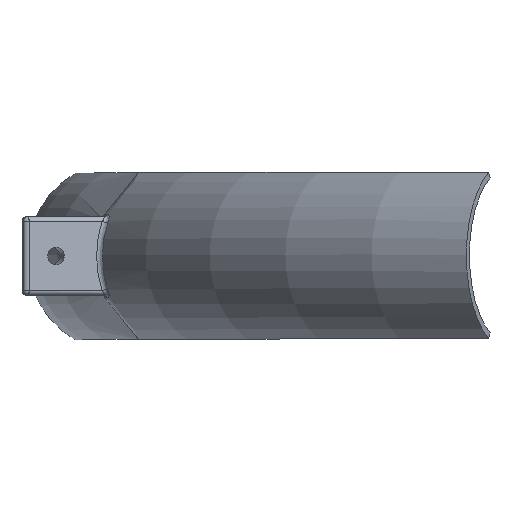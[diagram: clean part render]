
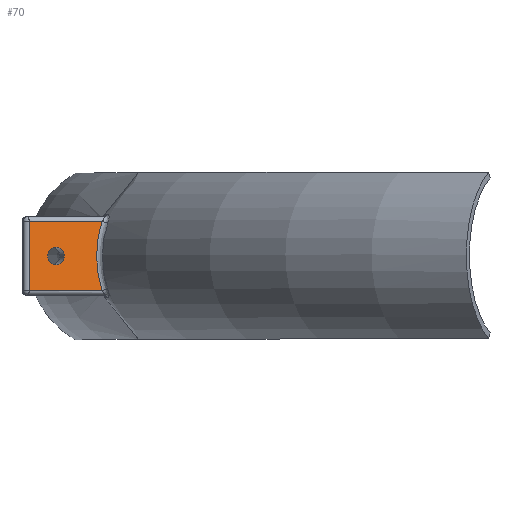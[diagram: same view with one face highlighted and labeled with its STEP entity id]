
A CAD part, top view. The second image highlights one B-rep face of the part: STEP entity #70.
In plain terms, the highlighted planar face has unit normal (0.409, 0, 0.912).
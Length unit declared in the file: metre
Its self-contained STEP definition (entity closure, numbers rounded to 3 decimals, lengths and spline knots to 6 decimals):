
#70 = ADVANCED_FACE( '', ( #158, #159 ), #160, .T. );
#158 = FACE_BOUND( '', #571, .T. );
#159 = FACE_OUTER_BOUND( '', #572, .T. );
#160 = PLANE( '', #573 );
#571 = EDGE_LOOP( '', ( #1330 ) );
#572 = EDGE_LOOP( '', ( #1331, #1332, #1333, #1334 ) );
#573 = AXIS2_PLACEMENT_3D( '', #1335, #1336, #1337 );
#1330 = ORIENTED_EDGE( '', *, *, #1555, .F. );
#1331 = ORIENTED_EDGE( '', *, *, #1553, .T. );
#1332 = ORIENTED_EDGE( '', *, *, #1548, .T. );
#1333 = ORIENTED_EDGE( '', *, *, #1556, .T. );
#1334 = ORIENTED_EDGE( '', *, *, #1557, .T. );
#1335 = CARTESIAN_POINT( '', ( 0.438768, 0.0175, -0.194189 ) );
#1336 = DIRECTION( '', ( 0.409, 0., 0.912 ) );
#1337 = DIRECTION( '', ( -0.912, 0., 0.409 ) );
#1548 = EDGE_CURVE( '', #1657, #1662, #1664, .T. );
#1553 = EDGE_CURVE( '', #1666, #1657, #1672, .T. );
#1555 = EDGE_CURVE( '', #1674, #1674, #1675, .T. );
#1556 = EDGE_CURVE( '', #1662, #1676, #1677, .F. );
#1557 = EDGE_CURVE( '', #1676, #1666, #1678, .F. );
#1657 = VERTEX_POINT( '', #1886 );
#1662 = VERTEX_POINT( '', #1938 );
#1664 = LINE( '', #1940, #1941 );
#1666 = VERTEX_POINT( '', #1943 );
#1672 = B_SPLINE_CURVE_WITH_KNOTS( '', 3, ( #1980, #1981, #1982, #1983, #1984, #1985, #1986, #1987, #1988, #1989, #1990, #1991, #1992, #1993, #1994, #1995, #1996, #1997, #1998, #1999, #2000, #2001, #2002, #2003, #2004, #2005, #2006, #2007, #2008, #2009, #2010, #2011 ), .UNSPECIFIED., .F., .F., ( 4, 1, 1, 1, 1, 1, 2, 2, 2, 1, 2, 1, 1, 1, 1, 1, 2, 1, 2, 2, 1, 1, 4 ), ( 0., 0.001974, 0.003948, 0.005922, 0.007895, 0.009869, 0.011843, 0.01209, 0.012337, 0.01283, 0.013817, 0.015791, 0.017765, 0.019739, 0.021712, 0.023686, 0.02566, 0.026647, 0.027141, 0.027387, 0.027634, 0.029608, 0.031582 ), .UNSPECIFIED. );
#1674 = VERTEX_POINT( '', #2013 );
#1675 = CIRCLE( '', #2014, 0.004 );
#1676 = VERTEX_POINT( '', #2015 );
#1677 = LINE( '', #2016, #2017 );
#1678 = LINE( '', #2018, #2019 );
#1886 = CARTESIAN_POINT( '', ( -0.329436, 0.0155, 0.150599 ) );
#1938 = CARTESIAN_POINT( '', ( -0.362081, 0.0155, 0.165251 ) );
#1940 = CARTESIAN_POINT( '', ( 0.438768, 0.0155, -0.194189 ) );
#1941 = VECTOR( '', #2437, 1. );
#1943 = CARTESIAN_POINT( '', ( -0.329436, -0.0155, 0.150599 ) );
#1980 = CARTESIAN_POINT( '', ( -0.329436, -0.0155, 0.150599 ) );
#1981 = CARTESIAN_POINT( '', ( -0.329645, -0.014877, 0.150693 ) );
#1982 = CARTESIAN_POINT( '', ( -0.330036, -0.013624, 0.150868 ) );
#1983 = CARTESIAN_POINT( '', ( -0.330544, -0.011725, 0.151096 ) );
#1984 = CARTESIAN_POINT( '', ( -0.330975, -0.009808, 0.15129 ) );
#1985 = CARTESIAN_POINT( '', ( -0.331329, -0.007872, 0.151448 ) );
#1986 = CARTESIAN_POINT( '', ( -0.331606, -0.005918, 0.151573 ) );
#1987 = CARTESIAN_POINT( '', ( -0.331738, -0.004602, 0.151632 ) );
#1988 = CARTESIAN_POINT( '', ( -0.331798, -0.003859, 0.151659 ) );
#1989 = CARTESIAN_POINT( '', ( -0.331804, -0.003776, 0.151662 ) );
#1990 = CARTESIAN_POINT( '', ( -0.331817, -0.003611, 0.151667 ) );
#1991 = CARTESIAN_POINT( '', ( -0.331823, -0.003528, 0.15167 ) );
#1992 = CARTESIAN_POINT( '', ( -0.33184, -0.00328, 0.151678 ) );
#1993 = CARTESIAN_POINT( '', ( -0.331872, -0.002784, 0.151692 ) );
#1994 = CARTESIAN_POINT( '', ( -0.331897, -0.002289, 0.151703 ) );
#1995 = CARTESIAN_POINT( '', ( -0.331936, -0.0013, 0.151721 ) );
#1996 = CARTESIAN_POINT( '', ( -0.331962, 0.000017, 0.151733 ) );
#1997 = CARTESIAN_POINT( '', ( -0.331922, 0.001984, 0.151715 ) );
#1998 = CARTESIAN_POINT( '', ( -0.331804, 0.003944, 0.151662 ) );
#1999 = CARTESIAN_POINT( '', ( -0.331608, 0.005897, 0.151574 ) );
#2000 = CARTESIAN_POINT( '', ( -0.331334, 0.007842, 0.151451 ) );
#2001 = CARTESIAN_POINT( '', ( -0.331099, 0.009133, 0.151345 ) );
#2002 = CARTESIAN_POINT( '', ( -0.330902, 0.0101, 0.151257 ) );
#2003 = CARTESIAN_POINT( '', ( -0.330799, 0.010583, 0.151211 ) );
#2004 = CARTESIAN_POINT( '', ( -0.330689, 0.011065, 0.151161 ) );
#2005 = CARTESIAN_POINT( '', ( -0.330632, 0.011306, 0.151136 ) );
#2006 = CARTESIAN_POINT( '', ( -0.330613, 0.011386, 0.151127 ) );
#2007 = CARTESIAN_POINT( '', ( -0.330574, 0.011547, 0.15111 ) );
#2008 = CARTESIAN_POINT( '', ( -0.330399, 0.012269, 0.151031 ) );
#2009 = CARTESIAN_POINT( '', ( -0.330037, 0.013621, 0.150868 ) );
#2010 = CARTESIAN_POINT( '', ( -0.329645, 0.014877, 0.150693 ) );
#2011 = CARTESIAN_POINT( '', ( -0.329436, 0.0155, 0.150599 ) );
#2013 = CARTESIAN_POINT( '', ( -0.353769, 0., 0.16152 ) );
#2014 = AXIS2_PLACEMENT_3D( '', #2444, #2445, #2446 );
#2015 = CARTESIAN_POINT( '', ( -0.362081, -0.0155, 0.165251 ) );
#2016 = CARTESIAN_POINT( '', ( -0.362081, 0.0175, 0.165251 ) );
#2017 = VECTOR( '', #2447, 1. );
#2018 = CARTESIAN_POINT( '', ( 0.438768, -0.0155, -0.194189 ) );
#2019 = VECTOR( '', #2448, 1. );
#2437 = DIRECTION( '', ( -0.912, 0., 0.409 ) );
#2444 = CARTESIAN_POINT( '', ( -0.350119, 0., 0.159882 ) );
#2445 = DIRECTION( '', ( 0.409, 0., 0.912 ) );
#2446 = DIRECTION( '', ( -0.912, 0., 0.409 ) );
#2447 = DIRECTION( '', ( 0., 1., 0. ) );
#2448 = DIRECTION( '', ( -0.912, 0., 0.409 ) );
